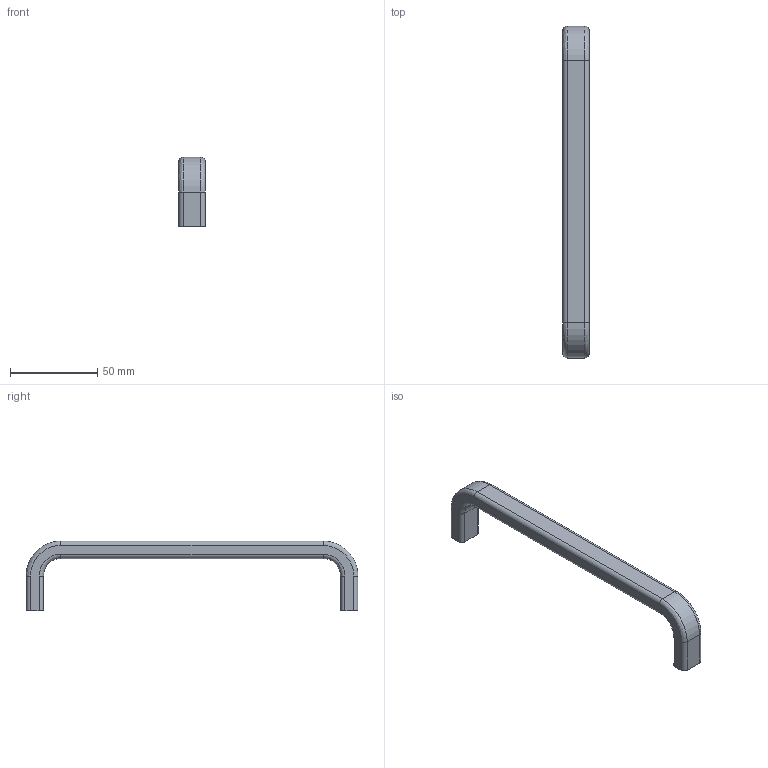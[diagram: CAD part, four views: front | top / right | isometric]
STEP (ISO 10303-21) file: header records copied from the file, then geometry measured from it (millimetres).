
FILE_DESCRIPTION (( 'STEP AP203' ), '1' );
FILE_NAME ('402651100_c_1.STEP', '2023-03-31T03:37:33', ( '' ), ( '' ), 'SwSTEP 2.0', 'SolidWorks 2014', '' );
FILE_SCHEMA (( 'CONFIG_CONTROL_DESIGN' ));
Length unit declared in the file: millimetre
Products named in the file (1): 402651100_c_1
Bounding box: 15 x 190 x 40 mm (x, y, z)
Volume: 33825.7 mm3; surface area: 11572.6 mm2
Topology: 1 solids, 1 shells, 42 faces, 104 edges, 62 vertices
Faces by surface type: cylinder 20, plane 10, bspline 8, cone 4
Entity records: 1614 total; most frequent: CARTESIAN_POINT 577, DIRECTION 206, ORIENTED_EDGE 200, EDGE_CURVE 100, AXIS2_PLACEMENT_3D 79, VERTEX_POINT 62, VECTOR 48, LINE 48
